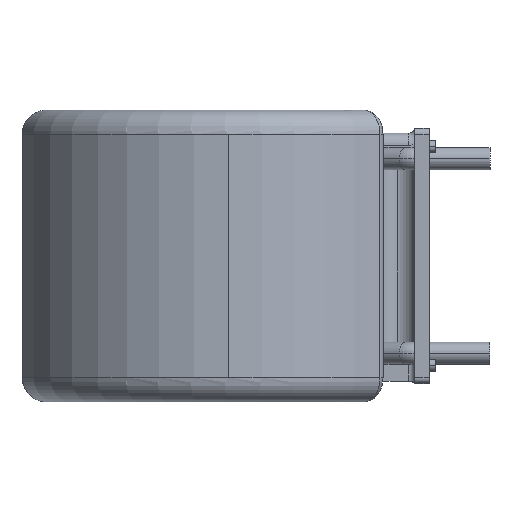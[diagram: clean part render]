
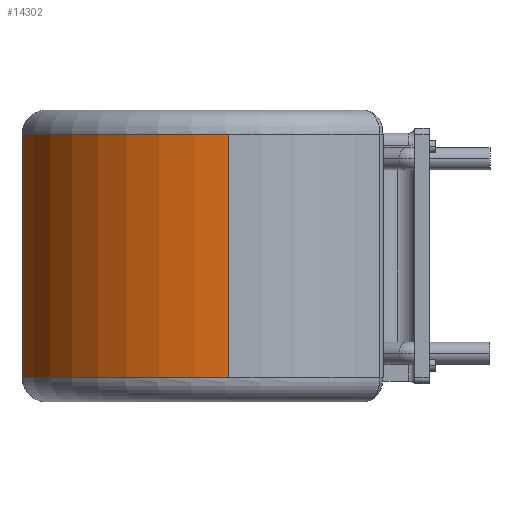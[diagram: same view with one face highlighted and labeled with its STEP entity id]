
A CAD part, left-side view. The second image highlights one B-rep face of the part: STEP entity #14302.
In plain terms, the highlighted cylindrical face has radius 17.5 mm (diameter 35 mm), a partial arc.
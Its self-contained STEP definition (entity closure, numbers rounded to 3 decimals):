
#1854 = AXIS2_PLACEMENT_3D ( 'NONE', #12738, #17164, #8303 ) ;
#2607 = CARTESIAN_POINT ( 'NONE',  ( -4.263, 16.973, -10. ) ) ;
#2650 = EDGE_CURVE ( 'NONE', #17216, #5919, #5065, .T. ) ;
#2819 = VERTEX_POINT ( 'NONE', #17543 ) ;
#2987 = FACE_OUTER_BOUND ( 'NONE', #16294, .T. ) ;
#4720 = CARTESIAN_POINT ( 'NONE',  ( -17.5, 0., 12. ) ) ;
#5065 = CIRCLE ( 'NONE', #1854, 17.5 ) ;
#5406 = LINE ( 'NONE', #4720, #16986 ) ;
#5770 = DIRECTION ( 'NONE',  ( 1., 0., 0. ) ) ;
#5919 = VERTEX_POINT ( 'NONE', #6974 ) ;
#6318 = CARTESIAN_POINT ( 'NONE',  ( -4.263, 16.973, 10. ) ) ;
#6577 = CARTESIAN_POINT ( 'NONE',  ( -4.263, 16.973, 12. ) ) ;
#6877 = CIRCLE ( 'NONE', #11037, 17.5 ) ;
#6961 = CARTESIAN_POINT ( 'NONE',  ( 0., 0., 12. ) ) ;
#6974 = CARTESIAN_POINT ( 'NONE',  ( -17.5, 0., -10. ) ) ;
#7866 = ORIENTED_EDGE ( 'NONE', *, *, #2650, .T. ) ;
#8303 = DIRECTION ( 'NONE',  ( 1., 0., 0. ) ) ;
#9477 = DIRECTION ( 'NONE',  ( 0., 0., -1. ) ) ;
#10299 = EDGE_CURVE ( 'NONE', #17794, #17216, #17716, .T. ) ;
#10764 = ORIENTED_EDGE ( 'NONE', *, *, #17930, .F. ) ;
#10886 = DIRECTION ( 'NONE',  ( 0., 0., -1. ) ) ;
#11037 = AXIS2_PLACEMENT_3D ( 'NONE', #14843, #14978, #5770 ) ;
#12011 = CYLINDRICAL_SURFACE ( 'NONE', #18081, 17.5 ) ;
#12738 = CARTESIAN_POINT ( 'NONE',  ( 0., 0., -10. ) ) ;
#13113 = VECTOR ( 'NONE', #10886, 1000. ) ;
#13238 = EDGE_CURVE ( 'NONE', #2819, #17794, #6877, .T. ) ;
#14302 = ADVANCED_FACE ( 'NONE', ( #2987 ), #12011, .T. ) ;
#14843 = CARTESIAN_POINT ( 'NONE',  ( 0., 0., 10. ) ) ;
#14978 = DIRECTION ( 'NONE',  ( 0., 0., -1. ) ) ;
#15623 = DIRECTION ( 'NONE',  ( -1., 0., 0. ) ) ;
#16294 = EDGE_LOOP ( 'NONE', ( #10764, #18402, #18247, #7866 ) ) ;
#16986 = VECTOR ( 'NONE', #9477, 1000. ) ;
#17164 = DIRECTION ( 'NONE',  ( 0., 0., 1. ) ) ;
#17216 = VERTEX_POINT ( 'NONE', #2607 ) ;
#17296 = DIRECTION ( 'NONE',  ( 0., 0., -1. ) ) ;
#17543 = CARTESIAN_POINT ( 'NONE',  ( -17.5, 0., 10. ) ) ;
#17716 = LINE ( 'NONE', #6577, #13113 ) ;
#17794 = VERTEX_POINT ( 'NONE', #6318 ) ;
#17930 = EDGE_CURVE ( 'NONE', #2819, #5919, #5406, .T. ) ;
#18081 = AXIS2_PLACEMENT_3D ( 'NONE', #6961, #17296, #15623 ) ;
#18247 = ORIENTED_EDGE ( 'NONE', *, *, #10299, .T. ) ;
#18402 = ORIENTED_EDGE ( 'NONE', *, *, #13238, .T. ) ;
